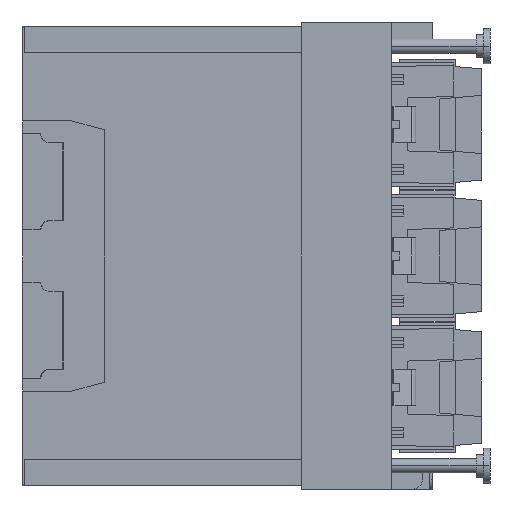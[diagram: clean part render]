
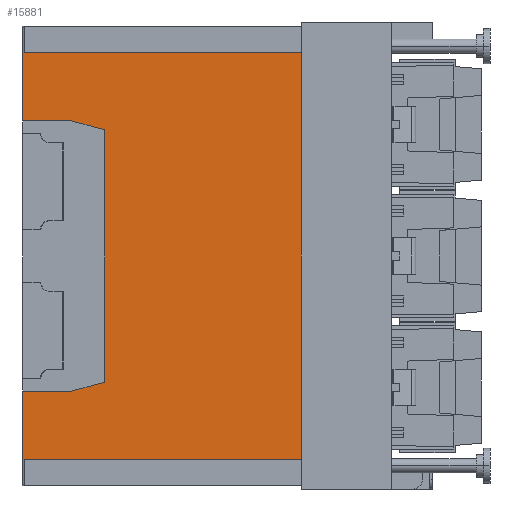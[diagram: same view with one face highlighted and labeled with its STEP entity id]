
A CAD part, left-side view. The second image highlights one B-rep face of the part: STEP entity #15881.
In plain terms, the highlighted face is planar.
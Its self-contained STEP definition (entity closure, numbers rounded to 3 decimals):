
#15473=CARTESIAN_POINT('Vertex',(-115.25,129.022,0.4)) ;
#15508=CARTESIAN_POINT('Vertex',(-129.25,129.022,0.4)) ;
#15511=CARTESIAN_POINT('Line Origine',(-122.25,129.022,0.4)) ;
#15537=CARTESIAN_POINT('Vertex',(-115.25,-32.1,0.4)) ;
#15545=CARTESIAN_POINT('Line Origine',(-115.25,48.461,0.4)) ;
#15780=CARTESIAN_POINT('Axis2P3D Location',(0.,128.9,0.4)) ;
#15785=CARTESIAN_POINT('Line Origine',(-76.5,42.4,0.4)) ;
#15789=CARTESIAN_POINT('Vertex',(-76.5,102.05,0.4)) ;
#15791=CARTESIAN_POINT('Vertex',(-76.5,129.9,0.4)) ;
#15795=CARTESIAN_POINT('Control Point',(-76.5,102.05,0.4)) ;
#15796=CARTESIAN_POINT('Control Point',(-71.503,83.4,0.4)) ;
#15797=CARTESIAN_POINT('Vertex',(-71.503,83.4,0.4)) ;
#15800=CARTESIAN_POINT('Line Origine',(0.,83.4,0.4)) ;
#15804=CARTESIAN_POINT('Vertex',(71.503,83.4,0.4)) ;
#15808=CARTESIAN_POINT('Control Point',(76.5,102.05,0.4)) ;
#15809=CARTESIAN_POINT('Control Point',(71.503,83.4,0.4)) ;
#15810=CARTESIAN_POINT('Vertex',(76.5,102.05,0.4)) ;
#15813=CARTESIAN_POINT('Line Origine',(76.5,42.4,0.4)) ;
#15817=CARTESIAN_POINT('Vertex',(76.5,129.9,0.4)) ;
#15820=CARTESIAN_POINT('Line Origine',(0.,129.9,0.4)) ;
#15824=CARTESIAN_POINT('Vertex',(129.25,129.9,0.4)) ;
#15827=CARTESIAN_POINT('Line Origine',(129.25,42.4,0.4)) ;
#15831=CARTESIAN_POINT('Vertex',(129.25,129.022,0.4)) ;
#15834=CARTESIAN_POINT('Line Origine',(0.,129.022,0.4)) ;
#15838=CARTESIAN_POINT('Vertex',(115.25,129.022,0.4)) ;
#15841=CARTESIAN_POINT('Line Origine',(115.25,42.4,0.4)) ;
#15845=CARTESIAN_POINT('Vertex',(115.25,-32.1,0.4)) ;
#15848=CARTESIAN_POINT('Line Origine',(0.,-32.1,0.4)) ;
#15853=CARTESIAN_POINT('Line Origine',(-129.25,42.4,0.4)) ;
#15857=CARTESIAN_POINT('Vertex',(-129.25,129.9,0.4)) ;
#15860=CARTESIAN_POINT('Line Origine',(0.,129.9,0.4)) ;
#15513=VECTOR('Line Direction',#15512,1.) ;
#15547=VECTOR('Line Direction',#15546,1.) ;
#15787=VECTOR('Line Direction',#15786,1.) ;
#15802=VECTOR('Line Direction',#15801,1.) ;
#15815=VECTOR('Line Direction',#15814,1.) ;
#15822=VECTOR('Line Direction',#15821,1.) ;
#15829=VECTOR('Line Direction',#15828,1.) ;
#15836=VECTOR('Line Direction',#15835,1.) ;
#15843=VECTOR('Line Direction',#15842,1.) ;
#15850=VECTOR('Line Direction',#15849,1.) ;
#15855=VECTOR('Line Direction',#15854,1.) ;
#15862=VECTOR('Line Direction',#15861,1.) ;
#15512=DIRECTION('Vector Direction',(-1.,0.,0.)) ;
#15546=DIRECTION('Vector Direction',(0.,1.,0.)) ;
#15781=DIRECTION('Axis2P3D Direction',(-0.,0.,1.)) ;
#15782=DIRECTION('Axis2P3D XDirection',(0.,-1.,0.)) ;
#15786=DIRECTION('Vector Direction',(0.,-1.,0.)) ;
#15801=DIRECTION('Vector Direction',(1.,0.,0.)) ;
#15814=DIRECTION('Vector Direction',(0.,-1.,0.)) ;
#15821=DIRECTION('Vector Direction',(1.,0.,0.)) ;
#15828=DIRECTION('Vector Direction',(0.,-1.,0.)) ;
#15835=DIRECTION('Vector Direction',(1.,0.,0.)) ;
#15842=DIRECTION('Vector Direction',(0.,-1.,0.)) ;
#15849=DIRECTION('Vector Direction',(1.,0.,0.)) ;
#15854=DIRECTION('Vector Direction',(0.,-1.,0.)) ;
#15861=DIRECTION('Vector Direction',(1.,0.,0.)) ;
#15783=AXIS2_PLACEMENT_3D('Plane Axis2P3D',#15780,#15781,#15782) ;
#15514=LINE('Line',#15511,#15513) ;
#15548=LINE('Line',#15545,#15547) ;
#15788=LINE('Line',#15785,#15787) ;
#15803=LINE('Line',#15800,#15802) ;
#15816=LINE('Line',#15813,#15815) ;
#15823=LINE('Line',#15820,#15822) ;
#15830=LINE('Line',#15827,#15829) ;
#15837=LINE('Line',#15834,#15836) ;
#15844=LINE('Line',#15841,#15843) ;
#15851=LINE('Line',#15848,#15850) ;
#15856=LINE('Line',#15853,#15855) ;
#15863=LINE('Line',#15860,#15862) ;
#15784=PLANE('',#15783) ;
#15515=EDGE_CURVE('',#15474,#15509,#15514,.T.) ;
#15549=EDGE_CURVE('',#15538,#15474,#15548,.T.) ;
#15793=EDGE_CURVE('',#15790,#15792,#15788,.F.) ;
#15799=EDGE_CURVE('',#15798,#15790,#15794,.F.) ;
#15806=EDGE_CURVE('',#15805,#15798,#15803,.F.) ;
#15812=EDGE_CURVE('',#15811,#15805,#15807,.T.) ;
#15819=EDGE_CURVE('',#15818,#15811,#15816,.T.) ;
#15826=EDGE_CURVE('',#15825,#15818,#15823,.F.) ;
#15833=EDGE_CURVE('',#15832,#15825,#15830,.F.) ;
#15840=EDGE_CURVE('',#15832,#15839,#15837,.F.) ;
#15847=EDGE_CURVE('',#15839,#15846,#15844,.T.) ;
#15852=EDGE_CURVE('',#15538,#15846,#15851,.T.) ;
#15859=EDGE_CURVE('',#15858,#15509,#15856,.T.) ;
#15864=EDGE_CURVE('',#15792,#15858,#15863,.F.) ;
#15866=ORIENTED_EDGE('',*,*,#15793,.F.) ;
#15867=ORIENTED_EDGE('',*,*,#15799,.F.) ;
#15868=ORIENTED_EDGE('',*,*,#15806,.F.) ;
#15869=ORIENTED_EDGE('',*,*,#15812,.F.) ;
#15870=ORIENTED_EDGE('',*,*,#15819,.F.) ;
#15871=ORIENTED_EDGE('',*,*,#15826,.F.) ;
#15872=ORIENTED_EDGE('',*,*,#15833,.F.) ;
#15873=ORIENTED_EDGE('',*,*,#15840,.T.) ;
#15874=ORIENTED_EDGE('',*,*,#15847,.T.) ;
#15875=ORIENTED_EDGE('',*,*,#15852,.F.) ;
#15876=ORIENTED_EDGE('',*,*,#15549,.T.) ;
#15877=ORIENTED_EDGE('',*,*,#15515,.T.) ;
#15878=ORIENTED_EDGE('',*,*,#15859,.F.) ;
#15879=ORIENTED_EDGE('',*,*,#15864,.F.) ;
#15865=EDGE_LOOP('',(#15866,#15867,#15868,#15869,#15870,#15871,#15872,#15873,#15874,#15875,#15876,#15877,#15878,#15879)) ;
#15474=VERTEX_POINT('',#15473) ;
#15509=VERTEX_POINT('',#15508) ;
#15538=VERTEX_POINT('',#15537) ;
#15790=VERTEX_POINT('',#15789) ;
#15792=VERTEX_POINT('',#15791) ;
#15798=VERTEX_POINT('',#15797) ;
#15805=VERTEX_POINT('',#15804) ;
#15811=VERTEX_POINT('',#15810) ;
#15818=VERTEX_POINT('',#15817) ;
#15825=VERTEX_POINT('',#15824) ;
#15832=VERTEX_POINT('',#15831) ;
#15839=VERTEX_POINT('',#15838) ;
#15846=VERTEX_POINT('',#15845) ;
#15858=VERTEX_POINT('',#15857) ;
#15881=ADVANCED_FACE('Corps principal',(#15880),#15784,.F.) ;
#15794=B_SPLINE_CURVE_WITH_KNOTS('',1,(#15795,#15796),.UNSPECIFIED.,.F.,.U.,(2,2),(-9.654,9.654),.UNSPECIFIED.) ;
#15807=B_SPLINE_CURVE_WITH_KNOTS('',1,(#15808,#15809),.UNSPECIFIED.,.F.,.U.,(2,2),(-9.654,9.654),.UNSPECIFIED.) ;
#15880=FACE_OUTER_BOUND('',#15865,.T.) ;
